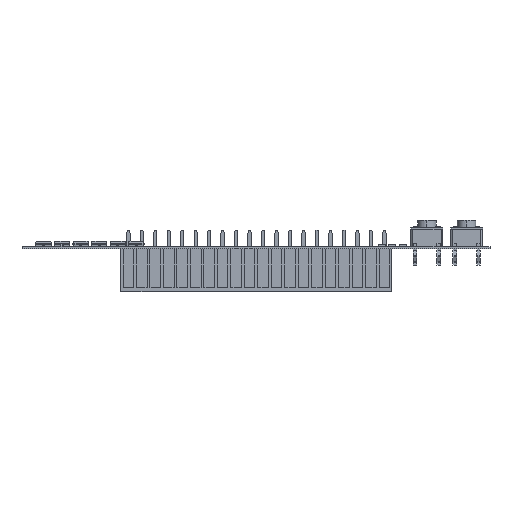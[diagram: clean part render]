
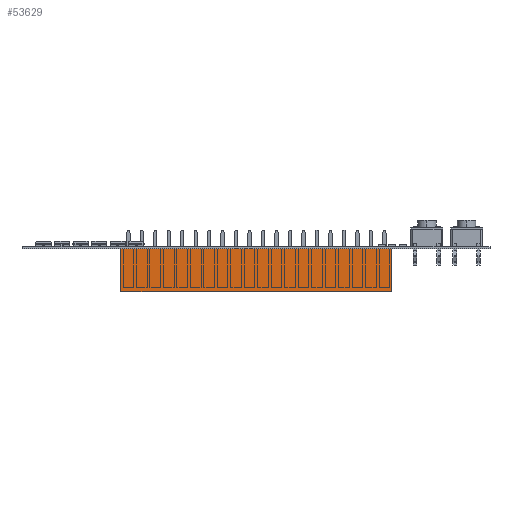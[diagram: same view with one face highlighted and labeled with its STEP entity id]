
A CAD part, front view. The second image highlights one B-rep face of the part: STEP entity #53629.
In plain terms, the highlighted face is planar.
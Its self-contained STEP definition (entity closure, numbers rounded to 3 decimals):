
#29266 = VERTEX_POINT('',#29267);
#29267 = CARTESIAN_POINT('',(25.525,0.,2.5));
#29273 = EDGE_CURVE('',#29274,#29266,#29276,.T.);
#29274 = VERTEX_POINT('',#29275);
#29275 = CARTESIAN_POINT('',(-25.525,0.,2.5));
#29276 = LINE('',#29277,#29278);
#29277 = CARTESIAN_POINT('',(-25.525,0.,2.5));
#29278 = VECTOR('',#29279,1.);
#29279 = DIRECTION('',(1.,0.,0.));
#53629 = ADVANCED_FACE('',(#53630),#53655,.T.);
#53630 = FACE_BOUND('',#53631,.T.);
#53631 = EDGE_LOOP('',(#53632,#53640,#53648,#53654));
#53632 = ORIENTED_EDGE('',*,*,#53633,.T.);
#53633 = EDGE_CURVE('',#29266,#53634,#53636,.T.);
#53634 = VERTEX_POINT('',#53635);
#53635 = CARTESIAN_POINT('',(25.525,8.5,2.5));
#53636 = LINE('',#53637,#53638);
#53637 = CARTESIAN_POINT('',(25.525,0.,2.5));
#53638 = VECTOR('',#53639,1.);
#53639 = DIRECTION('',(0.,1.,0.));
#53640 = ORIENTED_EDGE('',*,*,#53641,.F.);
#53641 = EDGE_CURVE('',#53642,#53634,#53644,.T.);
#53642 = VERTEX_POINT('',#53643);
#53643 = CARTESIAN_POINT('',(-25.525,8.5,2.5));
#53644 = LINE('',#53645,#53646);
#53645 = CARTESIAN_POINT('',(-25.525,8.5,2.5));
#53646 = VECTOR('',#53647,1.);
#53647 = DIRECTION('',(1.,0.,0.));
#53648 = ORIENTED_EDGE('',*,*,#53649,.F.);
#53649 = EDGE_CURVE('',#29274,#53642,#53650,.T.);
#53650 = LINE('',#53651,#53652);
#53651 = CARTESIAN_POINT('',(-25.525,0.,2.5));
#53652 = VECTOR('',#53653,1.);
#53653 = DIRECTION('',(0.,1.,0.));
#53654 = ORIENTED_EDGE('',*,*,#29273,.T.);
#53655 = PLANE('',#53656);
#53656 = AXIS2_PLACEMENT_3D('',#53657,#53658,#53659);
#53657 = CARTESIAN_POINT('',(-25.525,0.,2.5));
#53658 = DIRECTION('',(0.,0.,1.));
#53659 = DIRECTION('',(1.,0.,0.));
